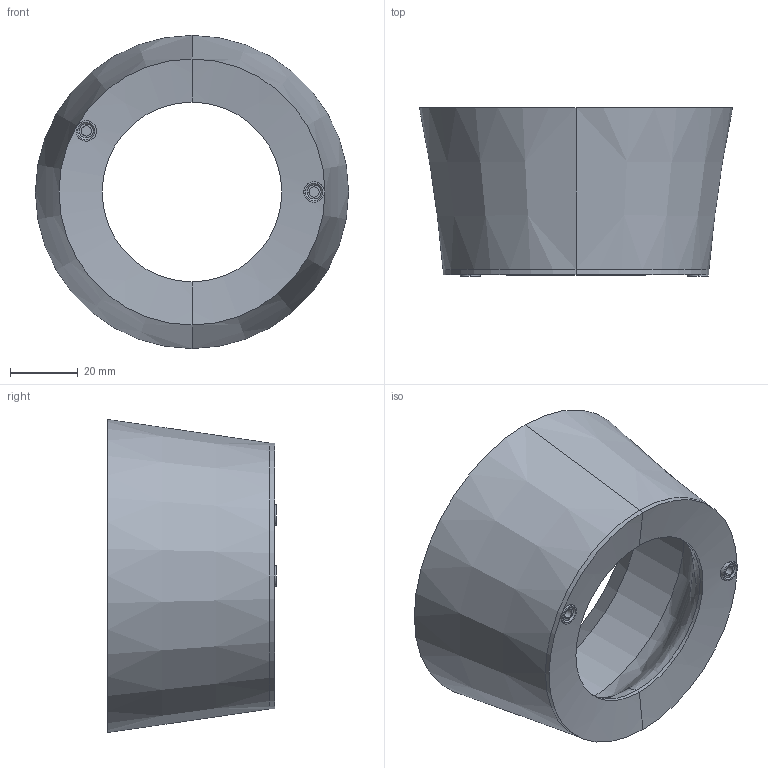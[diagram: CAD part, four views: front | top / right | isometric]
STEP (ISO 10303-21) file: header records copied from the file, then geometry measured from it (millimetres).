
FILE_DESCRIPTION (( 'STEP AP214' ), '1' );
FILE_NAME ('cup progress rev2.STEP', '2020-10-09T00:22:58', ( '' ), ( '' ), 'SwSTEP 2.0', 'SolidWorks 2018', '' );
FILE_SCHEMA (( 'AUTOMOTIVE_DESIGN' ));
Length unit declared in the file: millimetre
Products named in the file (1): cup progress rev2
Bounding box: 92.36 x 49.71 x 92.36 mm (x, y, z)
Volume: 58615.9 mm3; surface area: 29175.2 mm2
Topology: 1 solids, 1 shells, 33 faces, 66 edges, 40 vertices
Faces by surface type: cylinder 14, cone 8, plane 7, bspline 2, sphere 2
Entity records: 1276 total; most frequent: CARTESIAN_POINT 536, DIRECTION 162, ORIENTED_EDGE 132, AXIS2_PLACEMENT_3D 70, EDGE_CURVE 66, VERTEX_POINT 40, EDGE_LOOP 40, CIRCLE 38
